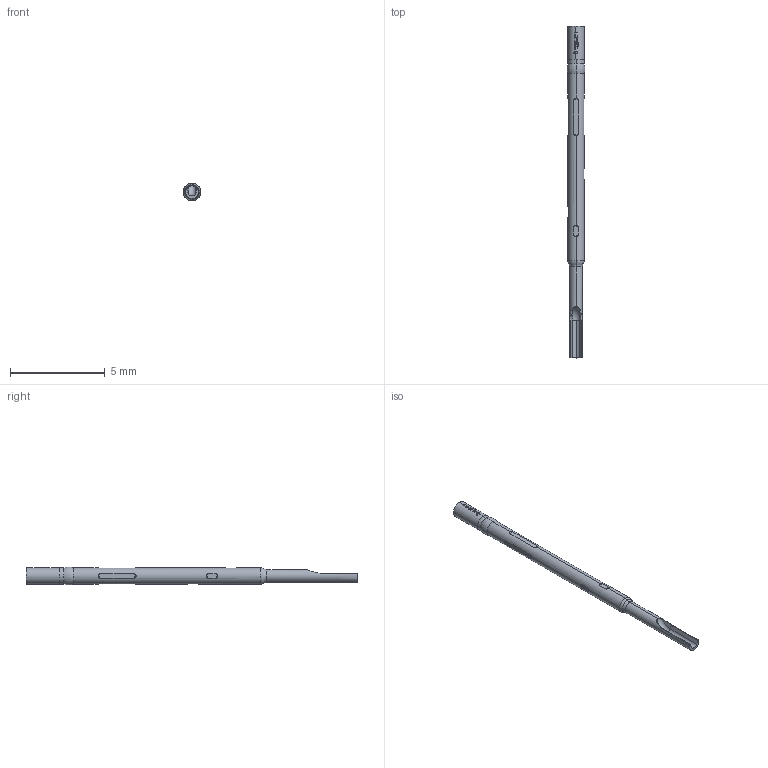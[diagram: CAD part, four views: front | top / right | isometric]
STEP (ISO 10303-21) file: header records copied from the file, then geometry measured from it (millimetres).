
FILE_DESCRIPTION (( 'STEP AP203' ), '1' );
FILE_NAME ('INGUN_KS-069_30_G.STEP', '2022-02-09T05:08:44', ( 'ochi' ), ( '' ), 'SwSTEP 2.0', 'SolidWorks 2018', '' );
FILE_SCHEMA (( 'CONFIG_CONTROL_DESIGN' ));
Length unit declared in the file: millimetre
Products named in the file (1): INGUN_KS-069_30_G
Bounding box: 0.93 x 17.5 x 0.94 mm (x, y, z)
Volume: 8.6 mm3; surface area: 46.3 mm2
Topology: 1 solids, 1 shells, 117 faces, 311 edges, 202 vertices
Faces by surface type: cylinder 40, bspline 38, plane 30, torus 7, cone 2
Entity records: 4735 total; most frequent: CARTESIAN_POINT 2239, ORIENTED_EDGE 622, EDGE_CURVE 311, DIRECTION 306, B_SPLINE_CURVE_WITH_KNOTS 205, VERTEX_POINT 202, EDGE_LOOP 123, AXIS2_PLACEMENT_3D 120
